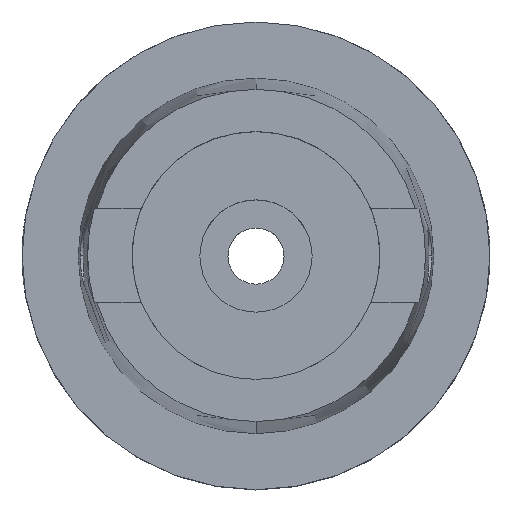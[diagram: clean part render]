
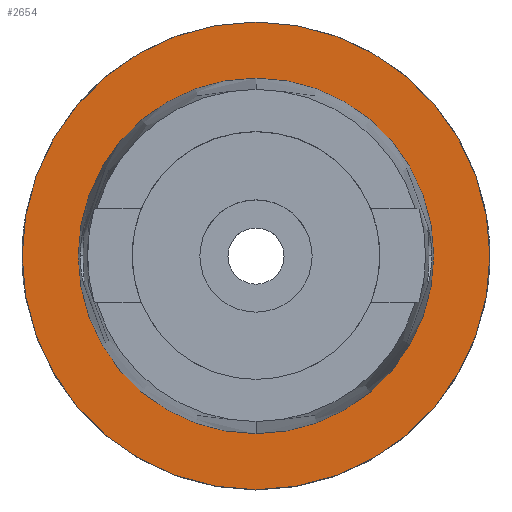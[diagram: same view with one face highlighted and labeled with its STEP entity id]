
A CAD part, top view. The second image highlights one B-rep face of the part: STEP entity #2654.
In plain terms, the highlighted planar face has unit normal (0, 0, 1).
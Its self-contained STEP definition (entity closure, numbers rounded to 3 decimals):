
#346=CARTESIAN_POINT('',(0.,0.,0.));
#347=DIRECTION('',(0.,0.,-1.));
#348=DIRECTION('',(0.,-1.,0.));
#349=AXIS2_PLACEMENT_3D('',#346,#347,#348);
#354=CARTESIAN_POINT('',(0.,0.,0.));
#355=DIRECTION('',(0.,0.,-1.));
#356=DIRECTION('',(0.,1.,0.));
#357=AXIS2_PLACEMENT_3D('',#354,#355,#356);
#362=CARTESIAN_POINT('',(0.,0.,0.));
#363=DIRECTION('',(0.,0.,1.));
#364=DIRECTION('',(0.,-1.,0.));
#365=AXIS2_PLACEMENT_3D('',#362,#363,#364);
#370=CARTESIAN_POINT('',(0.,0.,0.));
#371=DIRECTION('',(0.,0.,1.));
#372=DIRECTION('',(0.,1.,0.));
#373=AXIS2_PLACEMENT_3D('',#370,#371,#372);
#2162=CARTESIAN_POINT('',(0.,38.,0.));
#2163=VERTEX_POINT('',#2162);
#2164=CARTESIAN_POINT('',(0.,-38.,0.));
#2165=VERTEX_POINT('',#2164);
#2172=CARTESIAN_POINT('',(0.,-50.,0.));
#2173=CARTESIAN_POINT('',(0.,50.,0.));
#2174=VERTEX_POINT('',#2172);
#2175=VERTEX_POINT('',#2173);
#2639=CARTESIAN_POINT('',(0.,0.,0.));
#2640=DIRECTION('',(0.,0.,1.));
#2641=DIRECTION('',(0.,1.,0.));
#2642=AXIS2_PLACEMENT_3D('',#2639,#2640,#2641);
#2643=PLANE('',#2642);
#2645=ORIENTED_EDGE('',*,*,#2644,.T.);
#2647=ORIENTED_EDGE('',*,*,#2646,.T.);
#2648=EDGE_LOOP('',(#2645,#2647));
#2649=FACE_OUTER_BOUND('',#2648,.F.);
#2650=ORIENTED_EDGE('',*,*,#2545,.T.);
#2651=ORIENTED_EDGE('',*,*,#2614,.T.);
#2652=EDGE_LOOP('',(#2650,#2651));
#2653=FACE_BOUND('',#2652,.F.);
#350=CIRCLE('',#349,50.);
#358=CIRCLE('',#357,50.);
#366=CIRCLE('',#365,38.);
#374=CIRCLE('',#373,38.);
#2545=EDGE_CURVE('',#2165,#2163,#366,.T.);
#2614=EDGE_CURVE('',#2163,#2165,#374,.T.);
#2644=EDGE_CURVE('',#2174,#2175,#350,.T.);
#2646=EDGE_CURVE('',#2175,#2174,#358,.T.);
#2654=ADVANCED_FACE('',(#2649,#2653),#2643,.T.);
